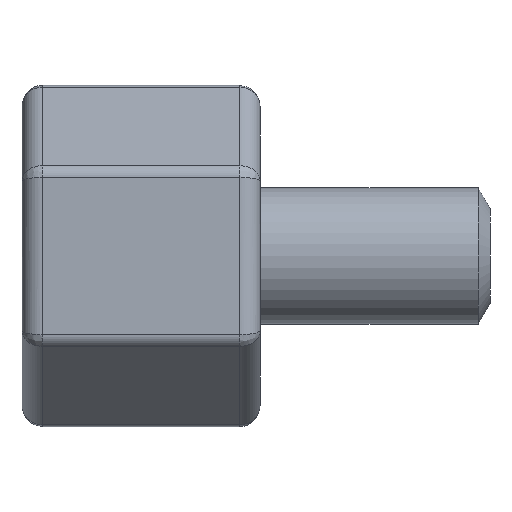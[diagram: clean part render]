
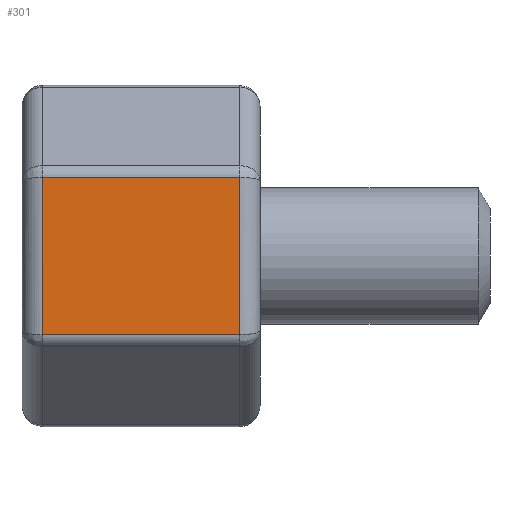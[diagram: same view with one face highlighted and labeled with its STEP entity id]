
A CAD part, front view. The second image highlights one B-rep face of the part: STEP entity #301.
In plain terms, the highlighted face is planar.
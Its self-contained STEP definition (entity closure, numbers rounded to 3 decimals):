
#107=FACE_OUTER_BOUND('',#429,.T.);
#149=LINE('',#1274,#185);
#150=LINE('',#1277,#186);
#151=LINE('',#1279,#187);
#152=LINE('',#1281,#188);
#185=VECTOR('',#1033,1.);
#186=VECTOR('',#1034,1.);
#187=VECTOR('',#1035,1.);
#188=VECTOR('',#1036,1.);
#275=PLANE('',#881);
#301=ADVANCED_FACE('',(#107),#275,.T.);
#429=EDGE_LOOP('',(#515,#516,#517,#518));
#515=ORIENTED_EDGE('',*,*,#743,.T.);
#516=ORIENTED_EDGE('',*,*,#744,.T.);
#517=ORIENTED_EDGE('',*,*,#745,.T.);
#518=ORIENTED_EDGE('',*,*,#746,.T.);
#686=VERTEX_POINT('',#1275);
#687=VERTEX_POINT('',#1276);
#688=VERTEX_POINT('',#1278);
#689=VERTEX_POINT('',#1280);
#743=EDGE_CURVE('',#686,#687,#149,.T.);
#744=EDGE_CURVE('',#687,#688,#150,.T.);
#745=EDGE_CURVE('',#688,#689,#151,.T.);
#746=EDGE_CURVE('',#689,#686,#152,.T.);
#881=AXIS2_PLACEMENT_3D('',#1282,#1037,#1038);
#1033=DIRECTION('',(0.,1.,0.));
#1034=DIRECTION('',(0.,0.,1.));
#1035=DIRECTION('',(0.,-1.,0.));
#1036=DIRECTION('',(0.,0.,-1.));
#1037=DIRECTION('',(1.,0.,0.));
#1038=DIRECTION('',(0.,0.,-1.));
#1274=CARTESIAN_POINT('',(11.,6.351,1.5));
#1275=CARTESIAN_POINT('',(11.,-5.774,1.5));
#1276=CARTESIAN_POINT('',(11.,5.774,1.5));
#1277=CARTESIAN_POINT('',(11.,5.774,17.5));
#1278=CARTESIAN_POINT('',(11.,5.774,16.));
#1279=CARTESIAN_POINT('',(11.,-6.351,16.));
#1280=CARTESIAN_POINT('',(11.,-5.774,16.));
#1281=CARTESIAN_POINT('',(11.,-5.774,17.5));
#1282=CARTESIAN_POINT('',(11.,6.351,17.5));
